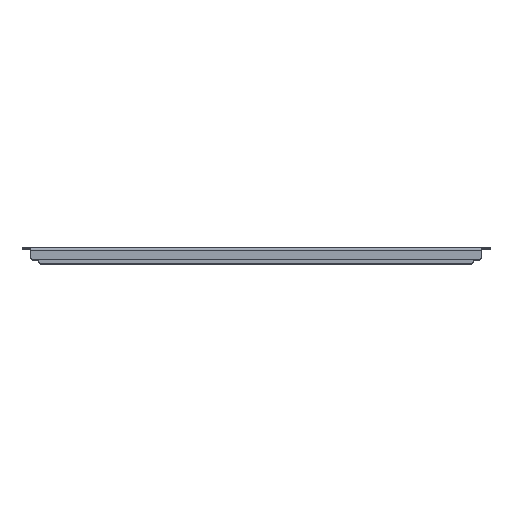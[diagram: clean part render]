
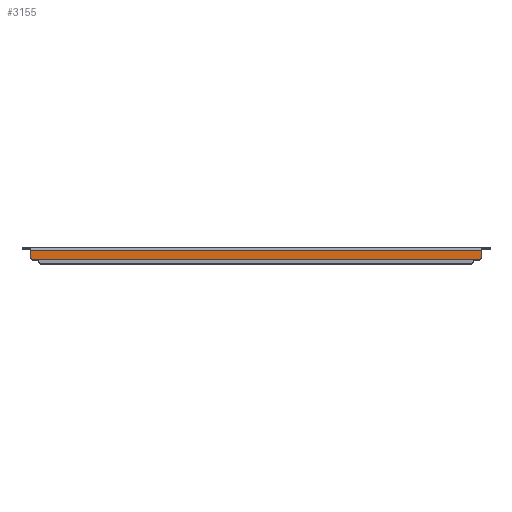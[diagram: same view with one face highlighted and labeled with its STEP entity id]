
A CAD part, top view. The second image highlights one B-rep face of the part: STEP entity #3155.
In plain terms, the highlighted planar face has unit normal (0, 0, 1).
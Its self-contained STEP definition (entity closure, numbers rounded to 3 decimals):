
#15 = DIRECTION ( 'NONE',  ( 0., -1., 0. ) ) ;
#35 = DIRECTION ( 'NONE',  ( -1., 0., 0. ) ) ;
#102 = EDGE_CURVE ( 'NONE', #2188, #567, #1535, .T. ) ;
#162 = LINE ( 'NONE', #2030, #2760 ) ;
#277 = CARTESIAN_POINT ( 'NONE',  ( 273.25, -10., 47.45 ) ) ;
#369 = VERTEX_POINT ( 'NONE', #1224 ) ;
#436 = ORIENTED_EDGE ( 'NONE', *, *, #2986, .F. ) ;
#489 = ORIENTED_EDGE ( 'NONE', *, *, #2806, .T. ) ;
#533 = ORIENTED_EDGE ( 'NONE', *, *, #3416, .T. ) ;
#567 = VERTEX_POINT ( 'NONE', #1184 ) ;
#581 = DIRECTION ( 'NONE',  ( 0., -1., 0. ) ) ;
#601 = FACE_OUTER_BOUND ( 'NONE', #2245, .T. ) ;
#683 = EDGE_CURVE ( 'NONE', #369, #1867, #1832, .T. ) ;
#729 = LINE ( 'NONE', #2354, #2628 ) ;
#1011 = AXIS2_PLACEMENT_3D ( 'NONE', #3004, #3274, #1927 ) ;
#1057 = EDGE_CURVE ( 'NONE', #2049, #567, #729, .T. ) ;
#1125 = PLANE ( 'NONE',  #3447 ) ;
#1130 = CARTESIAN_POINT ( 'NONE',  ( 278.25, -3., 47.45 ) ) ;
#1132 = ORIENTED_EDGE ( 'NONE', *, *, #102, .T. ) ;
#1184 = CARTESIAN_POINT ( 'NONE',  ( 278.25, -10., 47.45 ) ) ;
#1224 = CARTESIAN_POINT ( 'NONE',  ( -278.25, -10., 47.45 ) ) ;
#1279 = CARTESIAN_POINT ( 'NONE',  ( 273.25, -15., 47.45 ) ) ;
#1326 = CARTESIAN_POINT ( 'NONE',  ( -278.25, -1.5, 47.45 ) ) ;
#1475 = DIRECTION ( 'NONE',  ( -1., 0., 0. ) ) ;
#1535 = CIRCLE ( 'NONE', #2446, 5. ) ;
#1832 = LINE ( 'NONE', #1326, #3101 ) ;
#1867 = VERTEX_POINT ( 'NONE', #2671 ) ;
#1927 = DIRECTION ( 'NONE',  ( 0., -1., 0. ) ) ;
#2030 = CARTESIAN_POINT ( 'NONE',  ( -278.25, -15., 47.45 ) ) ;
#2049 = VERTEX_POINT ( 'NONE', #1130 ) ;
#2070 = ORIENTED_EDGE ( 'NONE', *, *, #1057, .F. ) ;
#2077 = CARTESIAN_POINT ( 'NONE',  ( -273.25, -15., 47.45 ) ) ;
#2179 = LINE ( 'NONE', #3015, #2983 ) ;
#2188 = VERTEX_POINT ( 'NONE', #1279 ) ;
#2218 = DIRECTION ( 'NONE',  ( 0., 0., 1. ) ) ;
#2229 = VERTEX_POINT ( 'NONE', #2077 ) ;
#2245 = EDGE_LOOP ( 'NONE', ( #2844, #533, #436, #1132, #2070, #489 ) ) ;
#2354 = CARTESIAN_POINT ( 'NONE',  ( 278.25, -15., 47.45 ) ) ;
#2446 = AXIS2_PLACEMENT_3D ( 'NONE', #277, #2218, #15 ) ;
#2560 = DIRECTION ( 'NONE',  ( 0., -1., 0. ) ) ;
#2598 = CIRCLE ( 'NONE', #1011, 5. ) ;
#2628 = VECTOR ( 'NONE', #2560, 1000. ) ;
#2671 = CARTESIAN_POINT ( 'NONE',  ( -278.25, -3., 47.45 ) ) ;
#2760 = VECTOR ( 'NONE', #1475, 1000. ) ;
#2806 = EDGE_CURVE ( 'NONE', #2049, #1867, #2179, .T. ) ;
#2844 = ORIENTED_EDGE ( 'NONE', *, *, #683, .F. ) ;
#2942 = DIRECTION ( 'NONE',  ( 0., 1., 0. ) ) ;
#2983 = VECTOR ( 'NONE', #35, 1000. ) ;
#2986 = EDGE_CURVE ( 'NONE', #2188, #2229, #162, .T. ) ;
#3004 = CARTESIAN_POINT ( 'NONE',  ( -273.25, -10., 47.45 ) ) ;
#3015 = CARTESIAN_POINT ( 'NONE',  ( 0., -3., 47.45 ) ) ;
#3034 = DIRECTION ( 'NONE',  ( 0., 0., 1. ) ) ;
#3101 = VECTOR ( 'NONE', #2942, 1000. ) ;
#3155 = ADVANCED_FACE ( 'NONE', ( #601 ), #1125, .T. ) ;
#3274 = DIRECTION ( 'NONE',  ( 0., 0., 1. ) ) ;
#3299 = CARTESIAN_POINT ( 'NONE',  ( 0., 0., 47.45 ) ) ;
#3416 = EDGE_CURVE ( 'NONE', #369, #2229, #2598, .T. ) ;
#3447 = AXIS2_PLACEMENT_3D ( 'NONE', #3299, #3034, #581 ) ;
